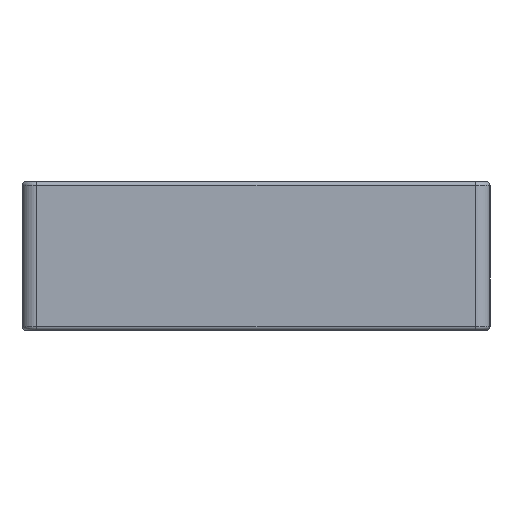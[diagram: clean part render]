
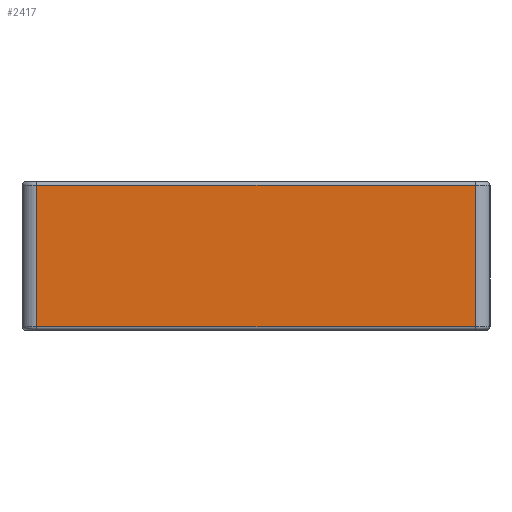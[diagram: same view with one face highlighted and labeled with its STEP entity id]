
A CAD part, left-side view. The second image highlights one B-rep face of the part: STEP entity #2417.
In plain terms, the highlighted planar face has unit normal (-1, 0, 0).
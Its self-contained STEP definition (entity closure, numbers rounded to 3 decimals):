
#77=PLANE('',#2655);
#186=FACE_OUTER_BOUND('',#337,.T.);
#337=EDGE_LOOP('',(#1919,#1920,#1921,#1922));
#535=LINE('',#3949,#755);
#540=LINE('',#3964,#760);
#542=LINE('',#3970,#762);
#543=LINE('',#3971,#763);
#755=VECTOR('',#3188,10.);
#760=VECTOR('',#3207,10.);
#762=VECTOR('',#3213,10.);
#763=VECTOR('',#3214,10.);
#1119=VERTEX_POINT('',#3939);
#1121=VERTEX_POINT('',#3945);
#1125=VERTEX_POINT('',#3963);
#1127=VERTEX_POINT('',#3969);
#1412=EDGE_CURVE('',#1119,#1121,#535,.T.);
#1420=EDGE_CURVE('',#1121,#1125,#540,.T.);
#1423=EDGE_CURVE('',#1127,#1119,#542,.T.);
#1424=EDGE_CURVE('',#1125,#1127,#543,.T.);
#1919=ORIENTED_EDGE('',*,*,#1412,.F.);
#1920=ORIENTED_EDGE('',*,*,#1423,.F.);
#1921=ORIENTED_EDGE('',*,*,#1424,.F.);
#1922=ORIENTED_EDGE('',*,*,#1420,.F.);
#2417=ADVANCED_FACE('',(#186),#77,.T.);
#2655=AXIS2_PLACEMENT_3D('',#3968,#3211,#3212);
#3188=DIRECTION('',(0.,-1.,0.));
#3207=DIRECTION('',(0.,0.,-1.));
#3211=DIRECTION('center_axis',(-1.,0.,0.));
#3212=DIRECTION('ref_axis',(0.,-1.,0.));
#3213=DIRECTION('',(0.,0.,1.));
#3214=DIRECTION('',(0.,1.,0.));
#3939=CARTESIAN_POINT('',(-200.,58.,19.5));
#3945=CARTESIAN_POINT('',(-200.,-1.,19.5));
#3949=CARTESIAN_POINT('',(-200.,44.25,19.5));
#3963=CARTESIAN_POINT('',(-200.,-1.,0.5));
#3964=CARTESIAN_POINT('',(-200.,-1.,0.));
#3968=CARTESIAN_POINT('Origin',(-200.,60.,0.));
#3969=CARTESIAN_POINT('',(-200.,58.,0.5));
#3970=CARTESIAN_POINT('',(-200.,58.,0.));
#3971=CARTESIAN_POINT('',(-200.,44.25,0.5));
